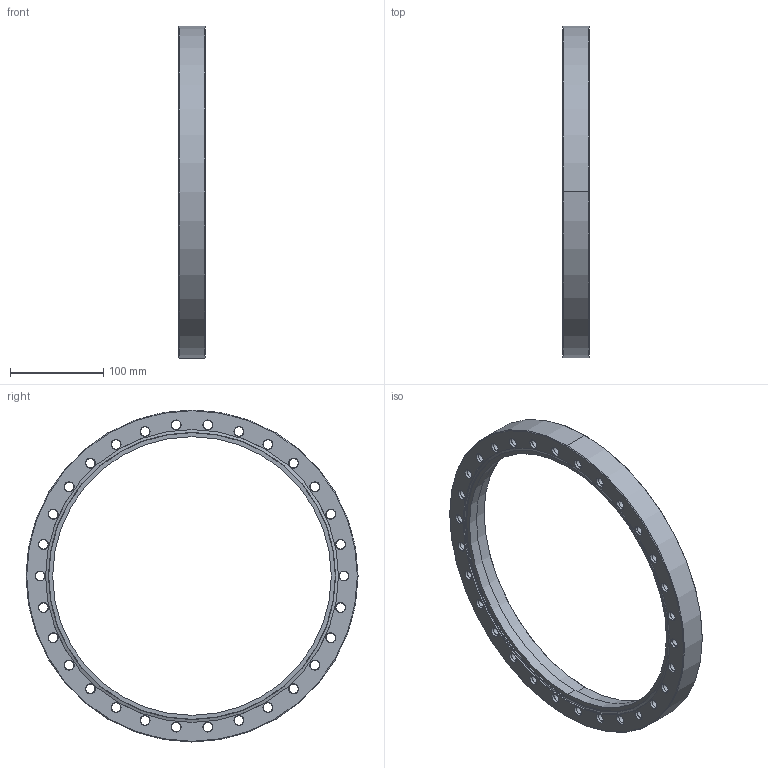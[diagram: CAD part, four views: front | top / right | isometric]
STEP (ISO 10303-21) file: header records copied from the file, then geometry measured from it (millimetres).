
FILE_DESCRIPTION (( 'STEP AP214' ), '1' );
FILE_NAME ('110038.STEP', '2024-02-13T03:39:30', ( '' ), ( '' ), 'SwSTEP 2.0', 'SolidWorks 2022', '' );
FILE_SCHEMA (( 'AUTOMOTIVE_DESIGN' ));
Length unit declared in the file: inch
Products named in the file (1): 110038
Bounding box: 28.45 x 355.6 x 355.6 mm (x, y, z)
Volume: 703612 mm3; surface area: 138622 mm2
Topology: 1 solids, 1 shells, 210 faces, 480 edges, 274 vertices
Faces by surface type: cone 128, cylinder 70, torus 8, plane 4
Entity records: 6046 total; most frequent: DIRECTION 1184, CARTESIAN_POINT 965, ORIENTED_EDGE 960, AXIS2_PLACEMENT_3D 493, EDGE_CURVE 480, CIRCLE 282, EDGE_LOOP 274, VERTEX_POINT 274
